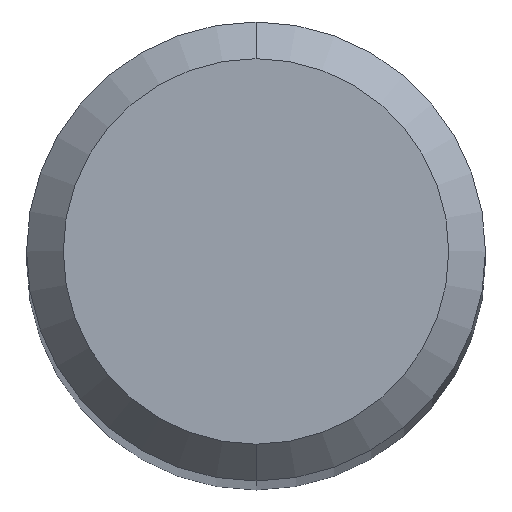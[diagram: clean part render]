
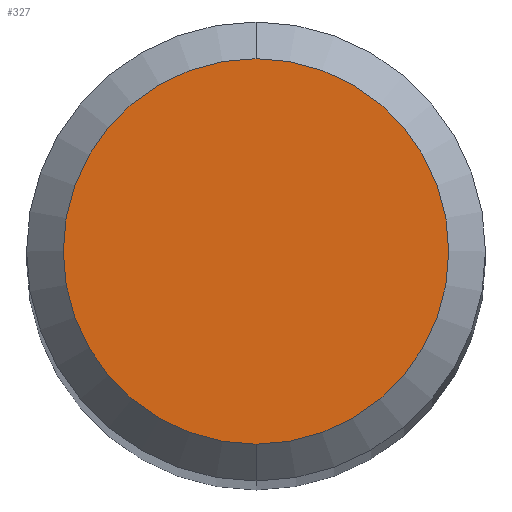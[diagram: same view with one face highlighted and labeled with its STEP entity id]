
A CAD part, top view. The second image highlights one B-rep face of the part: STEP entity #327.
In plain terms, the highlighted planar face has unit normal (0, 0, 1).
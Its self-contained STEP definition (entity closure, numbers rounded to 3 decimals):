
#229=EDGE_CURVE('',#397,#435,#546,.T.);
#327=ADVANCED_FACE('',(#651),#652,.T.);
#397=VERTEX_POINT('',#729);
#435=VERTEX_POINT('',#770);
#457=EDGE_CURVE('',#435,#397,#794,.T.);
#546=CIRCLE('',#905,2.1);
#651=FACE_OUTER_BOUND('',#1105,.T.);
#652=PLANE('',#1106);
#729=CARTESIAN_POINT('',(0.0,2.1,0.0));
#770=CARTESIAN_POINT('',(0.,-2.1,0.0));
#794=CIRCLE('',#1434,2.1);
#905=AXIS2_PLACEMENT_3D('',#1548,#1549,#1550);
#1105=EDGE_LOOP('',(#1658,#1659));
#1106=AXIS2_PLACEMENT_3D('',#1660,#1661,#1662);
#1434=AXIS2_PLACEMENT_3D('',#1798,#1799,#1800);
#1548=CARTESIAN_POINT('',(0.0,0.0,0.0));
#1549=DIRECTION('',(0.0,0.0,-1.0));
#1550=DIRECTION('',(0.0,1.0,0.0));
#1658=ORIENTED_EDGE('',*,*,#229,.F.);
#1659=ORIENTED_EDGE('',*,*,#457,.F.);
#1660=CARTESIAN_POINT('',(0.0,1.05,0.0));
#1661=DIRECTION('',(-0.0,0.0,1.0));
#1662=DIRECTION('',(0.0,-1.0,0.0));
#1798=CARTESIAN_POINT('',(0.0,0.0,0.0));
#1799=DIRECTION('',(0.0,0.0,-1.0));
#1800=DIRECTION('',(0.0,1.0,0.0));
